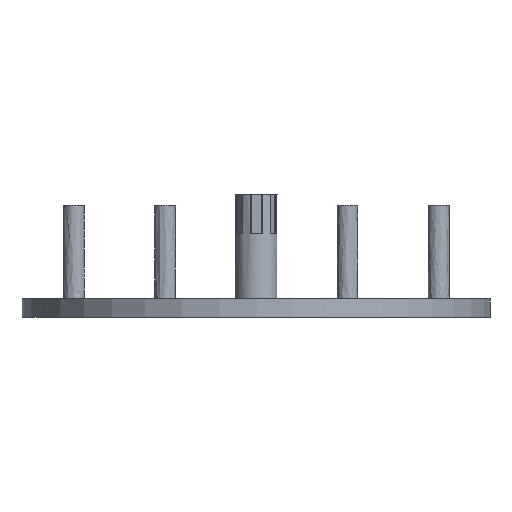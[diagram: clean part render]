
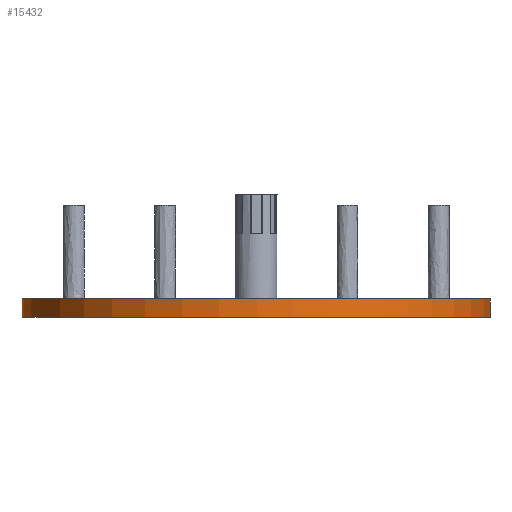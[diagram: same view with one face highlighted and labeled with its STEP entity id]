
A CAD part, front view. The second image highlights one B-rep face of the part: STEP entity #15432.
In plain terms, the highlighted free-form (B-spline) face has degree [2, 1] with [9, 2] control points.
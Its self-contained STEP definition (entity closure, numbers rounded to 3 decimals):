
#191 = EDGE_CURVE('',#192,#192,#194,.T.);
#192 = VERTEX_POINT('',#193);
#193 = CARTESIAN_POINT('',(-118.461,0.,
    9.214));
#194 = ( BOUNDED_CURVE() B_SPLINE_CURVE(2,(#195,#196,#197,#198,#199,#200
,#201),.UNSPECIFIED.,.T.,.F.) B_SPLINE_CURVE_WITH_KNOTS((3,2,2,3),(
    3.142,5.236,7.33,9.425),
.PIECEWISE_BEZIER_KNOTS.) CURVE() GEOMETRIC_REPRESENTATION_ITEM() 
RATIONAL_B_SPLINE_CURVE((1.,0.5,1.,0.5,1.,0.5,1.)) REPRESENTATION_ITEM(
  '') );
#195 = CARTESIAN_POINT('',(-118.461,0.,
    9.214));
#196 = CARTESIAN_POINT('',(-118.461,-205.181,
    9.214));
#197 = CARTESIAN_POINT('',(59.231,-102.591,
    9.214));
#198 = CARTESIAN_POINT('',(236.923,0.,
    9.214));
#199 = CARTESIAN_POINT('',(59.231,102.591,
    9.214));
#200 = CARTESIAN_POINT('',(-118.461,205.181,
    9.214));
#201 = CARTESIAN_POINT('',(-118.461,0.,
    9.214));
#15432 = ADVANCED_FACE('',(#15433),#15454,.T.);
#15433 = FACE_BOUND('',#15434,.T.);
#15434 = EDGE_LOOP('',(#15435,#15436,#15443,#15453));
#15435 = ORIENTED_EDGE('',*,*,#191,.F.);
#15436 = ORIENTED_EDGE('',*,*,#15437,.T.);
#15437 = EDGE_CURVE('',#192,#15438,#15440,.T.);
#15438 = VERTEX_POINT('',#15439);
#15439 = CARTESIAN_POINT('',(-118.461,0.,0.));
#15440 = B_SPLINE_CURVE_WITH_KNOTS('',1,(#15441,#15442),.UNSPECIFIED.,
  .F.,.F.,(2,2),(-7.,0.),.PIECEWISE_BEZIER_KNOTS.);
#15441 = CARTESIAN_POINT('',(-118.461,0.,
    9.214));
#15442 = CARTESIAN_POINT('',(-118.461,0.,0.));
#15443 = ORIENTED_EDGE('',*,*,#15444,.T.);
#15444 = EDGE_CURVE('',#15438,#15438,#15445,.T.);
#15445 = ( BOUNDED_CURVE() B_SPLINE_CURVE(2,(#15446,#15447,#15448,#15449
    ,#15450,#15451,#15452),.UNSPECIFIED.,.T.,.F.) 
B_SPLINE_CURVE_WITH_KNOTS((3,2,2,3),(3.142,5.236,
7.33,9.425),.PIECEWISE_BEZIER_KNOTS.) CURVE() 
GEOMETRIC_REPRESENTATION_ITEM() RATIONAL_B_SPLINE_CURVE((1.,0.5,1.,0.5,
1.,0.5,1.)) REPRESENTATION_ITEM('') );
#15446 = CARTESIAN_POINT('',(-118.461,0.,0.));
#15447 = CARTESIAN_POINT('',(-118.461,-205.181,0.));
#15448 = CARTESIAN_POINT('',(59.231,-102.591,0.));
#15449 = CARTESIAN_POINT('',(236.923,0.,0.));
#15450 = CARTESIAN_POINT('',(59.231,102.591,0.));
#15451 = CARTESIAN_POINT('',(-118.461,205.181,0.));
#15452 = CARTESIAN_POINT('',(-118.461,0.,0.));
#15453 = ORIENTED_EDGE('',*,*,#15437,.F.);
#15454 = ( BOUNDED_SURFACE() B_SPLINE_SURFACE(2,1,(
    (#15455,#15456)
    ,(#15457,#15458)
    ,(#15459,#15460)
    ,(#15461,#15462)
    ,(#15463,#15464)
    ,(#15465,#15466)
    ,(#15467,#15468)
    ,(#15469,#15470)
    ,(#15471,#15472
)),.UNSPECIFIED.,.T.,.F.,.F.) B_SPLINE_SURFACE_WITH_KNOTS((3,2,2,2,3),(2
    ,2),(-3.142,-2.094,0.,2.094,3.142)
,(0.,7.),.UNSPECIFIED.) GEOMETRIC_REPRESENTATION_ITEM() 
RATIONAL_B_SPLINE_SURFACE((
    (0.75,0.75)
    ,(0.75,0.75)
    ,(1.,1.)
    ,(0.5,0.5)
    ,(1.,1.)
    ,(0.5,0.5)
    ,(1.,1.)
    ,(0.75,0.75)
,(0.75,0.75))) REPRESENTATION_ITEM('') SURFACE() );
#15455 = CARTESIAN_POINT('',(-118.461,0.,0.));
#15456 = CARTESIAN_POINT('',(-118.461,0.,9.214));
#15457 = CARTESIAN_POINT('',(-118.461,-68.394,0.));
#15458 = CARTESIAN_POINT('',(-118.461,-68.394,
    9.214));
#15459 = CARTESIAN_POINT('',(-59.231,-102.591,0.));
#15460 = CARTESIAN_POINT('',(-59.231,-102.591,
    9.214));
#15461 = CARTESIAN_POINT('',(118.461,-205.181,0.));
#15462 = CARTESIAN_POINT('',(118.461,-205.181,
    9.214));
#15463 = CARTESIAN_POINT('',(118.461,0.,0.));
#15464 = CARTESIAN_POINT('',(118.461,0.,9.214));
#15465 = CARTESIAN_POINT('',(118.461,205.181,0.));
#15466 = CARTESIAN_POINT('',(118.461,205.181,
    9.214));
#15467 = CARTESIAN_POINT('',(-59.231,102.591,0.));
#15468 = CARTESIAN_POINT('',(-59.231,102.591,
    9.214));
#15469 = CARTESIAN_POINT('',(-118.461,68.394,0.));
#15470 = CARTESIAN_POINT('',(-118.461,68.394,
    9.214));
#15471 = CARTESIAN_POINT('',(-118.461,0.,0.));
#15472 = CARTESIAN_POINT('',(-118.461,0.,9.214));
